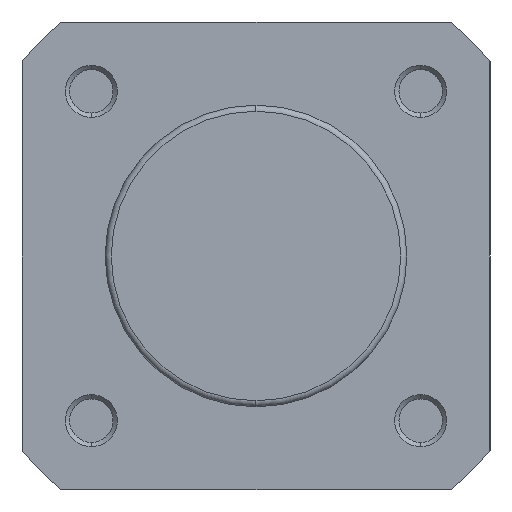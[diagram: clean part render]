
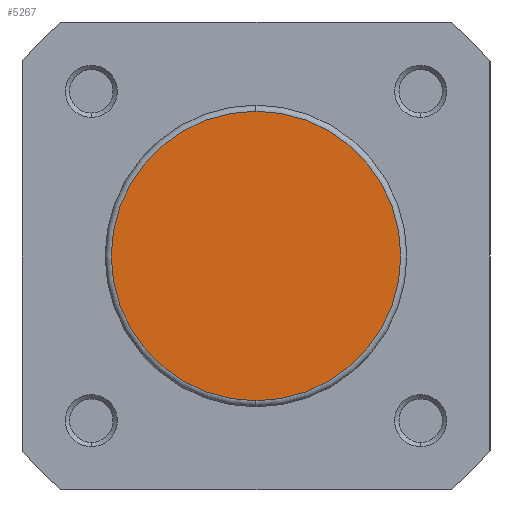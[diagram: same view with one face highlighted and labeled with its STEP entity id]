
A CAD part, left-side view. The second image highlights one B-rep face of the part: STEP entity #5267.
In plain terms, the highlighted planar face has unit normal (-1, 0, 0).
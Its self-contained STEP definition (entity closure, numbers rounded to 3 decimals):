
#20 = AXIS2_PLACEMENT_3D ( 'NONE', #3714, #3715, #3716 ) ;
#270 = AXIS2_PLACEMENT_3D ( 'NONE', #3140, #3081, #3227 ) ;
#389 = AXIS2_PLACEMENT_3D ( 'NONE', #843, #850, #851 ) ;
#843 = CARTESIAN_POINT ( 'NONE',  ( 0., 0., 0. ) ) ;
#850 = DIRECTION ( 'NONE',  ( -1., 0., 0. ) ) ;
#851 = DIRECTION ( 'NONE',  ( 0., 0., 1. ) ) ;
#1068 = EDGE_LOOP ( 'NONE', ( #1818, #1819 ) ) ;
#1818 = ORIENTED_EDGE ( 'NONE', *, *, #4877, .T. ) ;
#1819 = ORIENTED_EDGE ( 'NONE', *, *, #5509, .T. ) ;
#2075 = CIRCLE ( 'NONE', #20, 16.7 ) ;
#3081 = DIRECTION ( 'NONE',  ( -1., 0., 0. ) ) ;
#3140 = CARTESIAN_POINT ( 'NONE',  ( 0., -17.4, 0. ) ) ;
#3148 = PLANE ( 'NONE',  #270 ) ;
#3227 = DIRECTION ( 'NONE',  ( 0., 0., 1. ) ) ;
#3430 = VERTEX_POINT ( 'NONE', #3869 ) ;
#3431 = VERTEX_POINT ( 'NONE', #3876 ) ;
#3714 = CARTESIAN_POINT ( 'NONE',  ( 0., 0., 0. ) ) ;
#3715 = DIRECTION ( 'NONE',  ( -1., 0., 0. ) ) ;
#3716 = DIRECTION ( 'NONE',  ( 0., 0., 1. ) ) ;
#3869 = CARTESIAN_POINT ( 'NONE',  ( 0., 0., -16.7 ) ) ;
#3876 = CARTESIAN_POINT ( 'NONE',  ( 0., 0., 16.7 ) ) ;
#4535 = FACE_OUTER_BOUND ( 'NONE', #1068, .T. ) ;
#4796 = CIRCLE ( 'NONE', #389, 16.7 ) ;
#4877 = EDGE_CURVE ( 'NONE', #3431, #3430, #2075, .T. ) ;
#5267 = ADVANCED_FACE ( 'NONE', ( #4535 ), #3148, .T. ) ;
#5509 = EDGE_CURVE ( 'NONE', #3430, #3431, #4796, .T. ) ;
